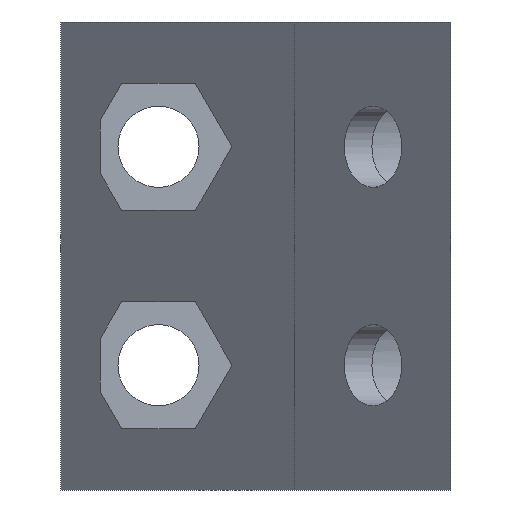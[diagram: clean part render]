
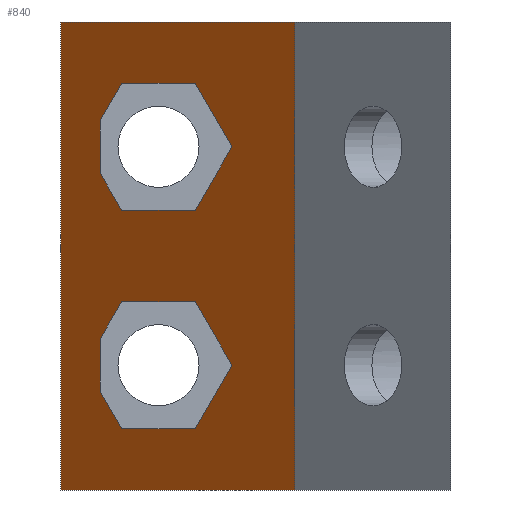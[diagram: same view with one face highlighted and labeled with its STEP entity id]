
A CAD part, front view. The second image highlights one B-rep face of the part: STEP entity #840.
In plain terms, the highlighted planar face has unit normal (-0.707, -0.707, 0).
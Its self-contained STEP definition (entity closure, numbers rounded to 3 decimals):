
#39=FACE_BOUND('',#158,.T.);
#40=FACE_BOUND('',#159,.T.);
#98=FACE_OUTER_BOUND('',#157,.T.);
#157=EDGE_LOOP('',(#728,#729,#730,#731));
#158=EDGE_LOOP('',(#732,#733,#734,#735,#736,#737,#738));
#159=EDGE_LOOP('',(#739,#740,#741,#742,#743,#744,#745));
#203=LINE('',#1216,#298);
#207=LINE('',#1224,#302);
#209=LINE('',#1228,#304);
#214=LINE('',#1241,#309);
#217=LINE('',#1245,#312);
#218=LINE('',#1248,#313);
#220=LINE('',#1251,#315);
#221=LINE('',#1255,#316);
#225=LINE('',#1263,#320);
#227=LINE('',#1267,#322);
#232=LINE('',#1280,#327);
#235=LINE('',#1284,#330);
#236=LINE('',#1287,#331);
#238=LINE('',#1290,#333);
#254=LINE('',#1345,#349);
#255=LINE('',#1348,#350);
#256=LINE('',#1350,#351);
#257=LINE('',#1351,#352);
#298=VECTOR('',#989,10.);
#302=VECTOR('',#995,10.);
#304=VECTOR('',#999,10.);
#309=VECTOR('',#1008,10.);
#312=VECTOR('',#1013,10.);
#313=VECTOR('',#1016,10.);
#315=VECTOR('',#1020,10.);
#316=VECTOR('',#1023,10.);
#320=VECTOR('',#1029,10.);
#322=VECTOR('',#1033,10.);
#327=VECTOR('',#1042,10.);
#330=VECTOR('',#1047,10.);
#331=VECTOR('',#1050,10.);
#333=VECTOR('',#1054,10.);
#349=VECTOR('',#1112,10.);
#350=VECTOR('',#1115,10.);
#351=VECTOR('',#1116,10.);
#352=VECTOR('',#1117,10.);
#383=VERTEX_POINT('',#1214);
#384=VERTEX_POINT('',#1215);
#387=VERTEX_POINT('',#1223);
#388=VERTEX_POINT('',#1227);
#393=VERTEX_POINT('',#1239);
#394=VERTEX_POINT('',#1240);
#395=VERTEX_POINT('',#1247);
#396=VERTEX_POINT('',#1253);
#397=VERTEX_POINT('',#1254);
#400=VERTEX_POINT('',#1262);
#401=VERTEX_POINT('',#1266);
#406=VERTEX_POINT('',#1278);
#407=VERTEX_POINT('',#1279);
#408=VERTEX_POINT('',#1286);
#425=VERTEX_POINT('',#1341);
#426=VERTEX_POINT('',#1343);
#427=VERTEX_POINT('',#1347);
#428=VERTEX_POINT('',#1349);
#471=EDGE_CURVE('',#383,#384,#203,.T.);
#475=EDGE_CURVE('',#384,#387,#207,.T.);
#477=EDGE_CURVE('',#387,#388,#209,.T.);
#483=EDGE_CURVE('',#393,#394,#214,.T.);
#486=EDGE_CURVE('',#394,#383,#217,.T.);
#487=EDGE_CURVE('',#388,#395,#218,.T.);
#489=EDGE_CURVE('',#395,#393,#220,.T.);
#490=EDGE_CURVE('',#396,#397,#221,.T.);
#494=EDGE_CURVE('',#397,#400,#225,.T.);
#496=EDGE_CURVE('',#400,#401,#227,.T.);
#502=EDGE_CURVE('',#406,#407,#232,.T.);
#505=EDGE_CURVE('',#407,#396,#235,.T.);
#506=EDGE_CURVE('',#401,#408,#236,.T.);
#508=EDGE_CURVE('',#408,#406,#238,.T.);
#534=EDGE_CURVE('',#425,#426,#254,.T.);
#535=EDGE_CURVE('',#427,#425,#255,.T.);
#536=EDGE_CURVE('',#428,#426,#256,.T.);
#537=EDGE_CURVE('',#427,#428,#257,.T.);
#728=ORIENTED_EDGE('',*,*,#535,.T.);
#729=ORIENTED_EDGE('',*,*,#534,.T.);
#730=ORIENTED_EDGE('',*,*,#536,.F.);
#731=ORIENTED_EDGE('',*,*,#537,.F.);
#732=ORIENTED_EDGE('',*,*,#487,.T.);
#733=ORIENTED_EDGE('',*,*,#489,.T.);
#734=ORIENTED_EDGE('',*,*,#483,.T.);
#735=ORIENTED_EDGE('',*,*,#486,.T.);
#736=ORIENTED_EDGE('',*,*,#471,.T.);
#737=ORIENTED_EDGE('',*,*,#475,.T.);
#738=ORIENTED_EDGE('',*,*,#477,.T.);
#739=ORIENTED_EDGE('',*,*,#506,.T.);
#740=ORIENTED_EDGE('',*,*,#508,.T.);
#741=ORIENTED_EDGE('',*,*,#502,.T.);
#742=ORIENTED_EDGE('',*,*,#505,.T.);
#743=ORIENTED_EDGE('',*,*,#490,.T.);
#744=ORIENTED_EDGE('',*,*,#494,.T.);
#745=ORIENTED_EDGE('',*,*,#496,.T.);
#795=PLANE('',#903);
#840=ADVANCED_FACE('',(#98,#39,#40),#795,.T.);
#903=AXIS2_PLACEMENT_3D('',#1346,#1113,#1114);
#989=DIRECTION('',(-0.707,0.707,0.));
#995=DIRECTION('',(-0.447,0.447,0.775));
#999=DIRECTION('',(0.,0.,1.));
#1008=DIRECTION('',(0.447,-0.447,-0.775));
#1013=DIRECTION('',(-0.447,0.447,-0.775));
#1016=DIRECTION('',(0.447,-0.447,0.775));
#1020=DIRECTION('',(0.707,-0.707,0.));
#1023=DIRECTION('',(-0.707,0.707,0.));
#1029=DIRECTION('',(-0.447,0.447,0.775));
#1033=DIRECTION('',(0.,0.,1.));
#1042=DIRECTION('',(0.447,-0.447,-0.775));
#1047=DIRECTION('',(-0.447,0.447,-0.775));
#1050=DIRECTION('',(0.447,-0.447,0.775));
#1054=DIRECTION('',(0.707,-0.707,0.));
#1112=DIRECTION('',(0.,0.,1.));
#1113=DIRECTION('center_axis',(-0.707,-0.707,0.));
#1114=DIRECTION('ref_axis',(0.707,-0.707,0.));
#1115=DIRECTION('',(0.707,-0.707,0.));
#1116=DIRECTION('',(0.707,-0.707,0.));
#1117=DIRECTION('',(0.,0.,1.));
#1214=CARTESIAN_POINT('',(143.606,-8.606,17.92));
#1215=CARTESIAN_POINT('',(138.894,-3.894,17.92));
#1216=CARTESIAN_POINT('',(136.599,-1.599,17.92));
#1223=CARTESIAN_POINT('',(137.5,-2.5,20.335));
#1224=CARTESIAN_POINT('',(140.138,-5.138,15.767));
#1227=CARTESIAN_POINT('',(137.5,-2.5,23.665));
#1228=CARTESIAN_POINT('',(137.5,-2.5,11.));
#1239=CARTESIAN_POINT('',(143.606,-8.606,26.08));
#1240=CARTESIAN_POINT('',(145.961,-10.961,22.));
#1241=CARTESIAN_POINT('',(146.733,-11.733,20.663));
#1245=CARTESIAN_POINT('',(138.17,-3.17,8.505));
#1247=CARTESIAN_POINT('',(138.894,-3.894,26.08));
#1248=CARTESIAN_POINT('',(133.459,1.541,16.665));
#1251=CARTESIAN_POINT('',(137.776,-2.776,26.08));
#1253=CARTESIAN_POINT('',(143.606,-8.606,3.92));
#1254=CARTESIAN_POINT('',(138.894,-3.894,3.92));
#1255=CARTESIAN_POINT('',(136.599,-1.599,3.92));
#1262=CARTESIAN_POINT('',(137.5,-2.5,6.335));
#1263=CARTESIAN_POINT('',(137.713,-2.713,5.967));
#1266=CARTESIAN_POINT('',(137.5,-2.5,9.665));
#1267=CARTESIAN_POINT('',(137.5,-2.5,4.));
#1278=CARTESIAN_POINT('',(143.606,-8.606,12.08));
#1279=CARTESIAN_POINT('',(145.961,-10.961,8.));
#1280=CARTESIAN_POINT('',(144.308,-9.308,10.863));
#1284=CARTESIAN_POINT('',(140.595,-5.595,-1.295));
#1286=CARTESIAN_POINT('',(138.894,-3.894,12.08));
#1287=CARTESIAN_POINT('',(135.884,-0.884,6.865));
#1290=CARTESIAN_POINT('',(137.776,-2.776,12.08));
#1341=CARTESIAN_POINT('',(150.,-15.,0.));
#1343=CARTESIAN_POINT('',(150.,-15.,30.));
#1345=CARTESIAN_POINT('',(150.,-15.,0.));
#1346=CARTESIAN_POINT('Origin',(135.,0.,0.));
#1347=CARTESIAN_POINT('',(135.,0.,0.));
#1348=CARTESIAN_POINT('',(135.,0.,0.));
#1349=CARTESIAN_POINT('',(135.,0.,30.));
#1350=CARTESIAN_POINT('',(135.,0.,30.));
#1351=CARTESIAN_POINT('',(135.,0.,0.));
